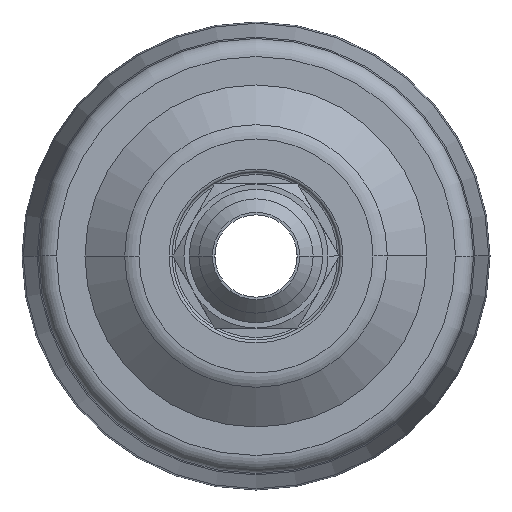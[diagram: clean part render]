
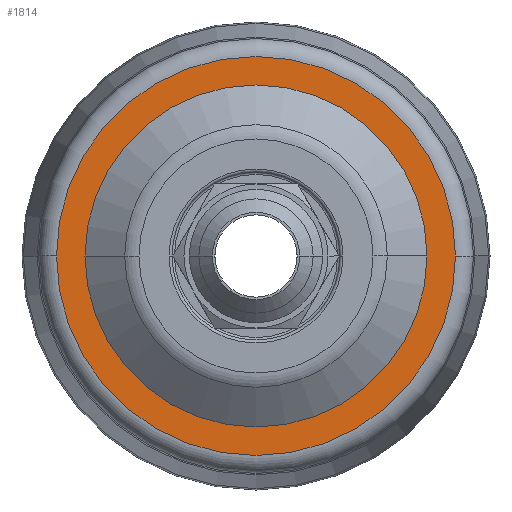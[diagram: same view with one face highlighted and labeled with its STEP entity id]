
A CAD part, left-side view. The second image highlights one B-rep face of the part: STEP entity #1814.
In plain terms, the highlighted planar face has unit normal (-1, 0, 0).
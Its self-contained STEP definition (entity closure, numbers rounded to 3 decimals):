
#6 = DIRECTION ( 'NONE',  ( -1., 0., 0. ) ) ;
#44 = DIRECTION ( 'NONE',  ( 1., 0., 0. ) ) ;
#124 = FACE_BOUND ( 'NONE', #2904, .T. ) ;
#286 = CIRCLE ( 'NONE', #2523, 33.25 ) ;
#397 = AXIS2_PLACEMENT_3D ( 'NONE', #2355, #1121, #2634 ) ;
#443 = EDGE_CURVE ( 'NONE', #2384, #1948, #286, .T. ) ;
#554 = ORIENTED_EDGE ( 'NONE', *, *, #443, .T. ) ;
#682 = CARTESIAN_POINT ( 'NONE',  ( -50.3, 0., 0. ) ) ;
#683 = EDGE_CURVE ( 'NONE', #1948, #2384, #2779, .T. ) ;
#739 = EDGE_LOOP ( 'NONE', ( #882, #554 ) ) ;
#765 = EDGE_CURVE ( 'NONE', #2589, #1921, #2216, .T. ) ;
#832 = DIRECTION ( 'NONE',  ( -1., 0., 0. ) ) ;
#882 = ORIENTED_EDGE ( 'NONE', *, *, #683, .T. ) ;
#1004 = ORIENTED_EDGE ( 'NONE', *, *, #765, .T. ) ;
#1078 = PLANE ( 'NONE',  #2777 ) ;
#1121 = DIRECTION ( 'NONE',  ( -1., 0., 0. ) ) ;
#1179 = AXIS2_PLACEMENT_3D ( 'NONE', #682, #3144, #1968 ) ;
#1241 = CARTESIAN_POINT ( 'NONE',  ( -50.3, 0., 0. ) ) ;
#1382 = CARTESIAN_POINT ( 'NONE',  ( -50.3, -33.25, 0. ) ) ;
#1400 = CARTESIAN_POINT ( 'NONE',  ( -50.3, -28.5, 0. ) ) ;
#1728 = EDGE_CURVE ( 'NONE', #1921, #2589, #2627, .T. ) ;
#1814 = ADVANCED_FACE ( 'NONE', ( #1860, #124 ), #1078, .T. ) ;
#1860 = FACE_OUTER_BOUND ( 'NONE', #739, .T. ) ;
#1892 = ORIENTED_EDGE ( 'NONE', *, *, #1728, .T. ) ;
#1921 = VERTEX_POINT ( 'NONE', #1400 ) ;
#1948 = VERTEX_POINT ( 'NONE', #1382 ) ;
#1968 = DIRECTION ( 'NONE',  ( 0., 1., 0. ) ) ;
#2123 = AXIS2_PLACEMENT_3D ( 'NONE', #1241, #44, #2211 ) ;
#2211 = DIRECTION ( 'NONE',  ( 0., 1., 0. ) ) ;
#2216 = CIRCLE ( 'NONE', #1179, 28.5 ) ;
#2220 = CARTESIAN_POINT ( 'NONE',  ( -50.3, 33.25, 0. ) ) ;
#2254 = CARTESIAN_POINT ( 'NONE',  ( -50.3, 0., 0. ) ) ;
#2341 = DIRECTION ( 'NONE',  ( 0., -1., 0. ) ) ;
#2355 = CARTESIAN_POINT ( 'NONE',  ( -50.3, 0., 0. ) ) ;
#2384 = VERTEX_POINT ( 'NONE', #2220 ) ;
#2523 = AXIS2_PLACEMENT_3D ( 'NONE', #2254, #6, #3206 ) ;
#2589 = VERTEX_POINT ( 'NONE', #3036 ) ;
#2627 = CIRCLE ( 'NONE', #2123, 28.5 ) ;
#2634 = DIRECTION ( 'NONE',  ( 0., -1., 0. ) ) ;
#2777 = AXIS2_PLACEMENT_3D ( 'NONE', #2855, #832, #2341 ) ;
#2779 = CIRCLE ( 'NONE', #397, 33.25 ) ;
#2855 = CARTESIAN_POINT ( 'NONE',  ( -50.3, 36.25, 0. ) ) ;
#2904 = EDGE_LOOP ( 'NONE', ( #1004, #1892 ) ) ;
#3036 = CARTESIAN_POINT ( 'NONE',  ( -50.3, 28.5, 0. ) ) ;
#3144 = DIRECTION ( 'NONE',  ( 1., 0., 0. ) ) ;
#3206 = DIRECTION ( 'NONE',  ( 0., -1., 0. ) ) ;
